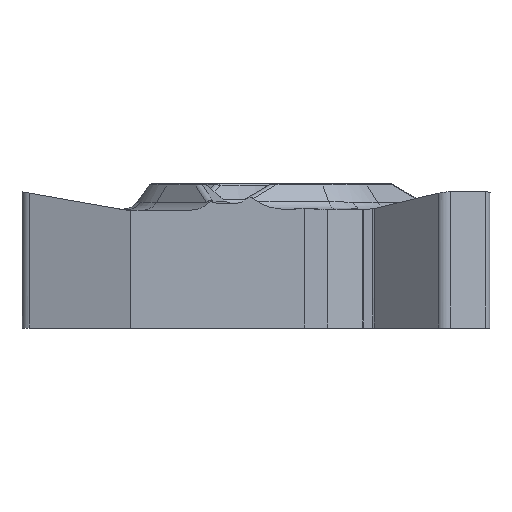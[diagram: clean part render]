
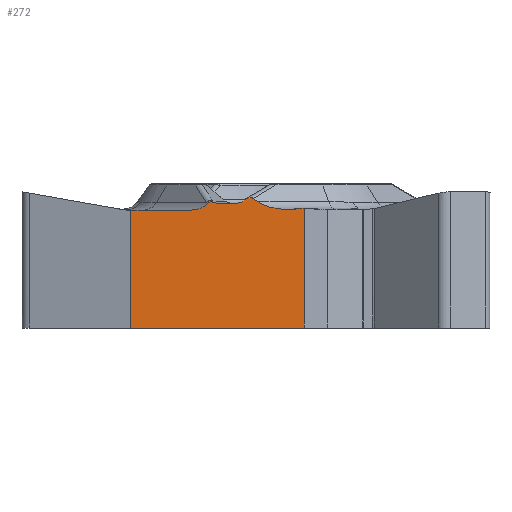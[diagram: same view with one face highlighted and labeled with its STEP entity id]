
A CAD part, left-side view. The second image highlights one B-rep face of the part: STEP entity #272.
In plain terms, the highlighted planar face has unit normal (-1, 0, 0).
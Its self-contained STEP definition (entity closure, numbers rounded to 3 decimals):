
#272=ADVANCED_FACE('',(#476),#426,.F.);
#426=PLANE('',#2715);
#476=FACE_OUTER_BOUND('',#631,.T.);
#631=EDGE_LOOP('',(#881,#882,#883,#884,#885,#886,#887,#888,#889,#890,#891,
#892,#893,#894));
#786=ELLIPSE('',#2710,1.5,0.75);
#787=ELLIPSE('',#2711,0.304,0.205);
#788=ELLIPSE('',#2712,0.309,0.3);
#789=ELLIPSE('',#2713,0.309,0.3);
#790=ELLIPSE('',#2714,0.884,0.75);
#881=ORIENTED_EDGE('',*,*,#1904,.T.);
#882=ORIENTED_EDGE('',*,*,#1905,.T.);
#883=ORIENTED_EDGE('',*,*,#1895,.T.);
#884=ORIENTED_EDGE('',*,*,#1896,.T.);
#885=ORIENTED_EDGE('',*,*,#1906,.T.);
#886=ORIENTED_EDGE('',*,*,#1907,.F.);
#887=ORIENTED_EDGE('',*,*,#1908,.F.);
#888=ORIENTED_EDGE('',*,*,#1909,.T.);
#889=ORIENTED_EDGE('',*,*,#1910,.T.);
#890=ORIENTED_EDGE('',*,*,#1911,.T.);
#891=ORIENTED_EDGE('',*,*,#1912,.T.);
#892=ORIENTED_EDGE('',*,*,#1913,.F.);
#893=ORIENTED_EDGE('',*,*,#1914,.T.);
#894=ORIENTED_EDGE('',*,*,#1915,.T.);
#1649=VERTEX_POINT('',#4166);
#1651=VERTEX_POINT('',#4170);
#1652=VERTEX_POINT('',#4174);
#1657=VERTEX_POINT('',#4191);
#1658=VERTEX_POINT('',#4192);
#1659=VERTEX_POINT('',#4195);
#1660=VERTEX_POINT('',#4197);
#1661=VERTEX_POINT('',#4199);
#1662=VERTEX_POINT('',#4201);
#1663=VERTEX_POINT('',#4203);
#1664=VERTEX_POINT('',#4205);
#1665=VERTEX_POINT('',#4207);
#1666=VERTEX_POINT('',#4221);
#1667=VERTEX_POINT('',#4223);
#1895=EDGE_CURVE('',#1649,#1651,#2280,.T.);
#1896=EDGE_CURVE('',#1651,#1652,#2281,.T.);
#1904=EDGE_CURVE('',#1657,#1658,#2287,.T.);
#1905=EDGE_CURVE('',#1658,#1649,#2288,.T.);
#1906=EDGE_CURVE('',#1652,#1659,#786,.T.);
#1907=EDGE_CURVE('',#1660,#1659,#2289,.T.);
#1908=EDGE_CURVE('',#1661,#1660,#787,.T.);
#1909=EDGE_CURVE('',#1661,#1662,#2290,.T.);
#1910=EDGE_CURVE('',#1662,#1663,#788,.T.);
#1911=EDGE_CURVE('',#1663,#1664,#2291,.T.);
#1912=EDGE_CURVE('',#1664,#1665,#789,.T.);
#1913=EDGE_CURVE('',#1666,#1665,#2613,.T.);
#1914=EDGE_CURVE('',#1666,#1667,#790,.T.);
#1915=EDGE_CURVE('',#1667,#1657,#2292,.T.);
#2280=LINE('',#4171,#2448);
#2281=LINE('',#4173,#2449);
#2287=LINE('',#4190,#2455);
#2288=LINE('',#4193,#2456);
#2289=LINE('',#4196,#2457);
#2290=LINE('',#4200,#2458);
#2291=LINE('',#4204,#2459);
#2292=LINE('',#4224,#2460);
#2448=VECTOR('',#3019,1.);
#2449=VECTOR('',#3022,1.);
#2455=VECTOR('',#3040,1.);
#2456=VECTOR('',#3041,1.);
#2457=VECTOR('',#3044,1.);
#2458=VECTOR('',#3047,1.);
#2459=VECTOR('',#3050,1.);
#2460=VECTOR('',#3055,1.);
#2613=B_SPLINE_CURVE_WITH_KNOTS('',3,(#4208,#4209,#4210,#4211,#4212,#4213,
#4214,#4215,#4216,#4217,#4218,#4219,#4220),.UNSPECIFIED.,.F.,.F.,(4,3,3,
3,4),(0.,0.251,0.501,0.761,1.),
 .UNSPECIFIED.);
#2710=AXIS2_PLACEMENT_3D('',#4194,#3042,#3043);
#2711=AXIS2_PLACEMENT_3D('',#4198,#3045,#3046);
#2712=AXIS2_PLACEMENT_3D('',#4202,#3048,#3049);
#2713=AXIS2_PLACEMENT_3D('',#4206,#3051,#3052);
#2714=AXIS2_PLACEMENT_3D('',#4222,#3053,#3054);
#2715=AXIS2_PLACEMENT_3D('',#4225,#3056,#3057);
#3019=DIRECTION('',(0.,0.,1.));
#3022=DIRECTION('',(0.,0.996,-0.088));
#3040=DIRECTION('',(0.,0.,-1.));
#3041=DIRECTION('',(0.,-1.,0.));
#3042=DIRECTION('',(1.,0.,0.));
#3043=DIRECTION('',(0.,1.,0.));
#3044=DIRECTION('',(0.,-0.814,-0.581));
#3045=DIRECTION('',(1.,0.,0.));
#3046=DIRECTION('',(0.,-0.858,0.514));
#3047=DIRECTION('',(0.,0.775,-0.631));
#3048=DIRECTION('',(1.,0.,0.));
#3049=DIRECTION('',(0.,-1.,0.));
#3050=DIRECTION('',(0.,1.,0.));
#3051=DIRECTION('',(1.,0.,0.));
#3052=DIRECTION('',(0.,-1.,0.));
#3053=DIRECTION('',(1.,0.,0.));
#3054=DIRECTION('',(0.,-1.,0.));
#3055=DIRECTION('',(0.,1.,0.));
#3056=DIRECTION('',(1.,0.,0.));
#3057=DIRECTION('',(0.,1.,0.));
#4166=CARTESIAN_POINT('',(-6.35,-1.65,-5.56));
#4170=CARTESIAN_POINT('',(-6.35,-1.65,-0.525));
#4171=CARTESIAN_POINT('',(-6.35,-1.65,25.));
#4173=CARTESIAN_POINT('',(-6.35,-2.246,-0.472));
#4174=CARTESIAN_POINT('',(-6.35,-1.196,-0.565));
#4190=CARTESIAN_POINT('',(-6.35,5.624,25.));
#4191=CARTESIAN_POINT('',(-6.35,5.624,-0.603));
#4192=CARTESIAN_POINT('',(-6.35,5.624,-5.56));
#4193=CARTESIAN_POINT('',(-6.35,8.7,-5.56));
#4194=CARTESIAN_POINT('',(-6.35,-0.935,0.174));
#4195=CARTESIAN_POINT('',(-6.35,0.293,-0.256));
#4196=CARTESIAN_POINT('',(-6.35,17.805,12.249));
#4197=CARTESIAN_POINT('',(-6.35,0.483,-0.121));
#4198=CARTESIAN_POINT('',(-6.35,0.704,-0.32));
#4199=CARTESIAN_POINT('',(-6.35,0.862,-0.181));
#4200=CARTESIAN_POINT('',(-6.35,-6.754,6.019));
#4201=CARTESIAN_POINT('',(-6.35,0.934,-0.24));
#4202=CARTESIAN_POINT('',(-6.35,1.132,-0.01));
#4203=CARTESIAN_POINT('',(-6.35,1.132,-0.31));
#4204=CARTESIAN_POINT('',(-6.35,8.7,-0.31));
#4205=CARTESIAN_POINT('',(-6.35,2.034,-0.31));
#4206=CARTESIAN_POINT('',(-6.35,2.034,-0.01));
#4207=CARTESIAN_POINT('',(-6.35,2.162,-0.283));
#4208=CARTESIAN_POINT('',(-6.35,2.401,-0.323));
#4209=CARTESIAN_POINT('',(-6.35,2.386,-0.307));
#4210=CARTESIAN_POINT('',(-6.35,2.369,-0.294));
#4211=CARTESIAN_POINT('',(-6.35,2.349,-0.285));
#4212=CARTESIAN_POINT('',(-6.35,2.33,-0.275));
#4213=CARTESIAN_POINT('',(-6.35,2.309,-0.268));
#4214=CARTESIAN_POINT('',(-6.35,2.288,-0.265));
#4215=CARTESIAN_POINT('',(-6.35,2.266,-0.262));
#4216=CARTESIAN_POINT('',(-6.35,2.243,-0.262));
#4217=CARTESIAN_POINT('',(-6.35,2.221,-0.266));
#4218=CARTESIAN_POINT('',(-6.35,2.2,-0.269));
#4219=CARTESIAN_POINT('',(-6.35,2.18,-0.275));
#4220=CARTESIAN_POINT('',(-6.35,2.162,-0.283));
#4221=CARTESIAN_POINT('',(-6.35,2.401,-0.323));
#4222=CARTESIAN_POINT('',(-6.35,3.09,0.147));
#4223=CARTESIAN_POINT('',(-6.35,3.09,-0.603));
#4224=CARTESIAN_POINT('',(-6.35,8.7,-0.603));
#4225=CARTESIAN_POINT('',(-6.35,8.7,25.));
